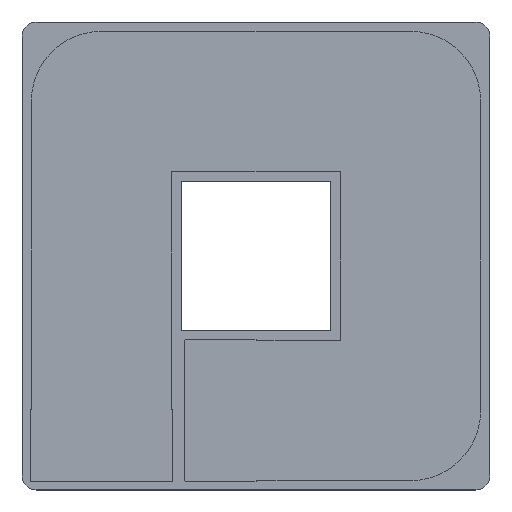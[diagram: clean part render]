
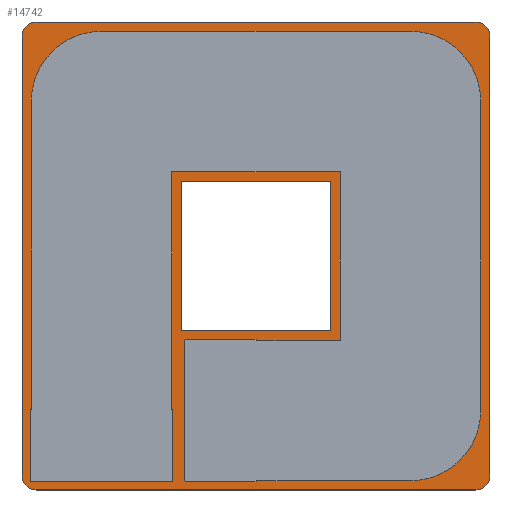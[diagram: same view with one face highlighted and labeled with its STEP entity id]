
A CAD part, top view. The second image highlights one B-rep face of the part: STEP entity #14742.
In plain terms, the highlighted planar face has unit normal (0, 0, 1).
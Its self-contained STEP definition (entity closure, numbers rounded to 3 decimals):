
#14347 = VERTEX_POINT('',#14348);
#14348 = CARTESIAN_POINT('',(48.5,50.,1.6));
#14354 = EDGE_CURVE('',#14347,#14355,#14357,.T.);
#14355 = VERTEX_POINT('',#14356);
#14356 = CARTESIAN_POINT('',(50.,48.5,1.6));
#14357 = CIRCLE('',#14358,1.5);
#14358 = AXIS2_PLACEMENT_3D('',#14359,#14360,#14361);
#14359 = CARTESIAN_POINT('',(48.5,48.5,1.6));
#14360 = DIRECTION('',(0.,0.,-1.));
#14361 = DIRECTION('',(0.,1.,0.));
#14387 = EDGE_CURVE('',#14355,#14388,#14390,.T.);
#14388 = VERTEX_POINT('',#14389);
#14389 = CARTESIAN_POINT('',(50.,1.5,1.6));
#14390 = LINE('',#14391,#14392);
#14391 = CARTESIAN_POINT('',(50.,48.5,1.6));
#14392 = VECTOR('',#14393,1.);
#14393 = DIRECTION('',(0.,-1.,0.));
#14418 = EDGE_CURVE('',#14388,#14419,#14421,.T.);
#14419 = VERTEX_POINT('',#14420);
#14420 = CARTESIAN_POINT('',(48.5,0.,1.6));
#14421 = CIRCLE('',#14422,1.5);
#14422 = AXIS2_PLACEMENT_3D('',#14423,#14424,#14425);
#14423 = CARTESIAN_POINT('',(48.5,1.5,1.6));
#14424 = DIRECTION('',(0.,0.,-1.));
#14425 = DIRECTION('',(1.,0.,0.));
#14451 = EDGE_CURVE('',#14419,#14452,#14454,.T.);
#14452 = VERTEX_POINT('',#14453);
#14453 = CARTESIAN_POINT('',(1.5,0.,1.6));
#14454 = LINE('',#14455,#14456);
#14455 = CARTESIAN_POINT('',(48.5,0.,1.6));
#14456 = VECTOR('',#14457,1.);
#14457 = DIRECTION('',(-1.,0.,0.));
#14482 = EDGE_CURVE('',#14452,#14483,#14485,.T.);
#14483 = VERTEX_POINT('',#14484);
#14484 = CARTESIAN_POINT('',(0.,1.5,1.6));
#14485 = CIRCLE('',#14486,1.5);
#14486 = AXIS2_PLACEMENT_3D('',#14487,#14488,#14489);
#14487 = CARTESIAN_POINT('',(1.5,1.5,1.6));
#14488 = DIRECTION('',(0.,0.,-1.));
#14489 = DIRECTION('',(0.,-1.,-0.));
#14515 = EDGE_CURVE('',#14483,#14516,#14518,.T.);
#14516 = VERTEX_POINT('',#14517);
#14517 = CARTESIAN_POINT('',(0.,48.5,1.6));
#14518 = LINE('',#14519,#14520);
#14519 = CARTESIAN_POINT('',(0.,1.5,1.6));
#14520 = VECTOR('',#14521,1.);
#14521 = DIRECTION('',(0.,1.,0.));
#14546 = EDGE_CURVE('',#14516,#14547,#14549,.T.);
#14547 = VERTEX_POINT('',#14548);
#14548 = CARTESIAN_POINT('',(1.5,50.,1.6));
#14549 = CIRCLE('',#14550,1.5);
#14550 = AXIS2_PLACEMENT_3D('',#14551,#14552,#14553);
#14551 = CARTESIAN_POINT('',(1.5,48.5,1.6));
#14552 = DIRECTION('',(0.,0.,-1.));
#14553 = DIRECTION('',(-1.,0.,0.));
#14579 = EDGE_CURVE('',#14547,#14347,#14580,.T.);
#14580 = LINE('',#14581,#14582);
#14581 = CARTESIAN_POINT('',(1.5,50.,1.6));
#14582 = VECTOR('',#14583,1.);
#14583 = DIRECTION('',(1.,0.,0.));
#14603 = VERTEX_POINT('',#14604);
#14604 = CARTESIAN_POINT('',(17.,17.,1.6));
#14610 = EDGE_CURVE('',#14603,#14611,#14613,.T.);
#14611 = VERTEX_POINT('',#14612);
#14612 = CARTESIAN_POINT('',(33.,17.,1.6));
#14613 = LINE('',#14614,#14615);
#14614 = CARTESIAN_POINT('',(17.,17.,1.6));
#14615 = VECTOR('',#14616,1.);
#14616 = DIRECTION('',(1.,0.,0.));
#14641 = EDGE_CURVE('',#14611,#14642,#14644,.T.);
#14642 = VERTEX_POINT('',#14643);
#14643 = CARTESIAN_POINT('',(33.,33.,1.6));
#14644 = LINE('',#14645,#14646);
#14645 = CARTESIAN_POINT('',(33.,17.,1.6));
#14646 = VECTOR('',#14647,1.);
#14647 = DIRECTION('',(0.,1.,0.));
#14672 = EDGE_CURVE('',#14642,#14673,#14675,.T.);
#14673 = VERTEX_POINT('',#14674);
#14674 = CARTESIAN_POINT('',(17.,33.,1.6));
#14675 = LINE('',#14676,#14677);
#14676 = CARTESIAN_POINT('',(33.,33.,1.6));
#14677 = VECTOR('',#14678,1.);
#14678 = DIRECTION('',(-1.,0.,0.));
#14703 = EDGE_CURVE('',#14673,#14603,#14704,.T.);
#14704 = LINE('',#14705,#14706);
#14705 = CARTESIAN_POINT('',(17.,33.,1.6));
#14706 = VECTOR('',#14707,1.);
#14707 = DIRECTION('',(0.,-1.,0.));
#14742 = ADVANCED_FACE('',(#14743,#14753),#14759,.T.);
#14743 = FACE_BOUND('',#14744,.F.);
#14744 = EDGE_LOOP('',(#14745,#14746,#14747,#14748,#14749,#14750,#14751,
    #14752));
#14745 = ORIENTED_EDGE('',*,*,#14354,.T.);
#14746 = ORIENTED_EDGE('',*,*,#14387,.T.);
#14747 = ORIENTED_EDGE('',*,*,#14418,.T.);
#14748 = ORIENTED_EDGE('',*,*,#14451,.T.);
#14749 = ORIENTED_EDGE('',*,*,#14482,.T.);
#14750 = ORIENTED_EDGE('',*,*,#14515,.T.);
#14751 = ORIENTED_EDGE('',*,*,#14546,.T.);
#14752 = ORIENTED_EDGE('',*,*,#14579,.T.);
#14753 = FACE_BOUND('',#14754,.F.);
#14754 = EDGE_LOOP('',(#14755,#14756,#14757,#14758));
#14755 = ORIENTED_EDGE('',*,*,#14610,.T.);
#14756 = ORIENTED_EDGE('',*,*,#14641,.T.);
#14757 = ORIENTED_EDGE('',*,*,#14672,.T.);
#14758 = ORIENTED_EDGE('',*,*,#14703,.T.);
#14759 = PLANE('',#14760);
#14760 = AXIS2_PLACEMENT_3D('',#14761,#14762,#14763);
#14761 = CARTESIAN_POINT('',(0.,0.,1.6));
#14762 = DIRECTION('',(0.,0.,1.));
#14763 = DIRECTION('',(1.,0.,-0.));
